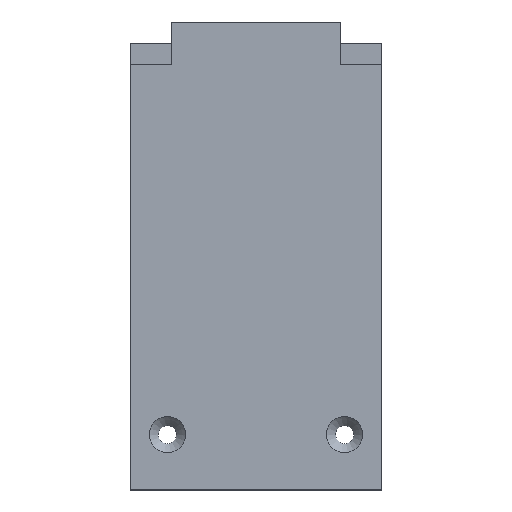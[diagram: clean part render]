
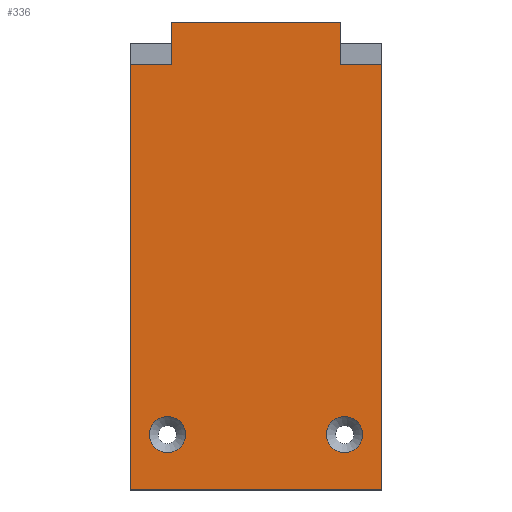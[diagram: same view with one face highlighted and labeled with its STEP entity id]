
A CAD part, top view. The second image highlights one B-rep face of the part: STEP entity #336.
In plain terms, the highlighted planar face has unit normal (0, 0, 1).
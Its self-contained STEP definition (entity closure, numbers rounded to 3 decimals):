
#19=FACE_BOUND('',#53,.T.);
#20=FACE_BOUND('',#54,.T.);
#23=CIRCLE('',#375,1.8);
#24=CIRCLE('',#376,1.8);
#34=FACE_OUTER_BOUND('',#52,.T.);
#52=EDGE_LOOP('',(#247,#248,#249,#250,#251,#252,#253,#254));
#53=EDGE_LOOP('',(#255));
#54=EDGE_LOOP('',(#256));
#69=LINE('',#487,#109);
#76=LINE('',#502,#116);
#86=LINE('',#521,#126);
#87=LINE('',#524,#127);
#88=LINE('',#526,#128);
#89=LINE('',#527,#129);
#90=LINE('',#529,#130);
#91=LINE('',#530,#131);
#109=VECTOR('',#397,10.);
#116=VECTOR('',#408,10.);
#126=VECTOR('',#422,10.);
#127=VECTOR('',#425,10.);
#128=VECTOR('',#426,10.);
#129=VECTOR('',#427,10.);
#130=VECTOR('',#428,10.);
#131=VECTOR('',#429,10.);
#149=VERTEX_POINT('',#485);
#150=VERTEX_POINT('',#486);
#155=VERTEX_POINT('',#500);
#156=VERTEX_POINT('',#501);
#163=VERTEX_POINT('',#519);
#164=VERTEX_POINT('',#523);
#165=VERTEX_POINT('',#525);
#166=VERTEX_POINT('',#528);
#167=VERTEX_POINT('',#531);
#168=VERTEX_POINT('',#533);
#179=EDGE_CURVE('',#149,#150,#69,.T.);
#186=EDGE_CURVE('',#155,#156,#76,.T.);
#196=EDGE_CURVE('',#156,#163,#86,.T.);
#197=EDGE_CURVE('',#150,#164,#87,.T.);
#198=EDGE_CURVE('',#164,#165,#88,.T.);
#199=EDGE_CURVE('',#165,#155,#89,.T.);
#200=EDGE_CURVE('',#166,#163,#90,.T.);
#201=EDGE_CURVE('',#149,#166,#91,.T.);
#202=EDGE_CURVE('',#167,#167,#23,.T.);
#203=EDGE_CURVE('',#168,#168,#24,.T.);
#247=ORIENTED_EDGE('',*,*,#179,.T.);
#248=ORIENTED_EDGE('',*,*,#197,.T.);
#249=ORIENTED_EDGE('',*,*,#198,.T.);
#250=ORIENTED_EDGE('',*,*,#199,.T.);
#251=ORIENTED_EDGE('',*,*,#186,.T.);
#252=ORIENTED_EDGE('',*,*,#196,.T.);
#253=ORIENTED_EDGE('',*,*,#200,.F.);
#254=ORIENTED_EDGE('',*,*,#201,.F.);
#255=ORIENTED_EDGE('',*,*,#202,.T.);
#256=ORIENTED_EDGE('',*,*,#203,.T.);
#322=PLANE('',#374);
#336=ADVANCED_FACE('',(#34,#19,#20),#322,.T.);
#374=AXIS2_PLACEMENT_3D('',#522,#423,#424);
#375=AXIS2_PLACEMENT_3D('',#532,#430,#431);
#376=AXIS2_PLACEMENT_3D('',#534,#432,#433);
#397=DIRECTION('',(-1.,0.,0.));
#408=DIRECTION('',(-1.,0.,0.));
#422=DIRECTION('',(0.,-1.,0.));
#423=DIRECTION('center_axis',(0.,0.,1.));
#424=DIRECTION('ref_axis',(1.,0.,0.));
#425=DIRECTION('',(0.,1.,0.));
#426=DIRECTION('',(-1.,0.,0.));
#427=DIRECTION('',(0.,-1.,0.));
#428=DIRECTION('',(-1.,0.,0.));
#429=DIRECTION('',(0.,-1.,0.));
#430=DIRECTION('center_axis',(0.,0.,-1.));
#431=DIRECTION('ref_axis',(1.,0.,0.));
#432=DIRECTION('center_axis',(0.,0.,-1.));
#433=DIRECTION('ref_axis',(1.,0.,0.));
#485=CARTESIAN_POINT('',(12.5,18.3,3.));
#486=CARTESIAN_POINT('',(8.4,18.3,3.));
#487=CARTESIAN_POINT('',(6.25,18.3,3.));
#500=CARTESIAN_POINT('',(-8.4,18.3,3.));
#501=CARTESIAN_POINT('',(-12.5,18.3,3.));
#502=CARTESIAN_POINT('',(-4.2,18.3,3.));
#519=CARTESIAN_POINT('',(-12.5,-24.,3.));
#521=CARTESIAN_POINT('',(-12.5,22.5,3.));
#522=CARTESIAN_POINT('Origin',(0.,0.,
3.));
#523=CARTESIAN_POINT('',(8.4,22.5,3.));
#524=CARTESIAN_POINT('',(8.4,10.2,3.));
#525=CARTESIAN_POINT('',(-8.4,22.5,3.));
#526=CARTESIAN_POINT('',(12.5,22.5,3.));
#527=CARTESIAN_POINT('',(-8.4,11.25,3.));
#528=CARTESIAN_POINT('',(12.5,-24.,3.));
#529=CARTESIAN_POINT('',(12.5,-24.,3.));
#530=CARTESIAN_POINT('',(12.5,-22.5,3.));
#531=CARTESIAN_POINT('',(-10.6,-18.5,3.));
#532=CARTESIAN_POINT('Origin',(-8.8,-18.5,3.));
#533=CARTESIAN_POINT('',(7.,-18.5,3.));
#534=CARTESIAN_POINT('Origin',(8.8,-18.5,3.));
